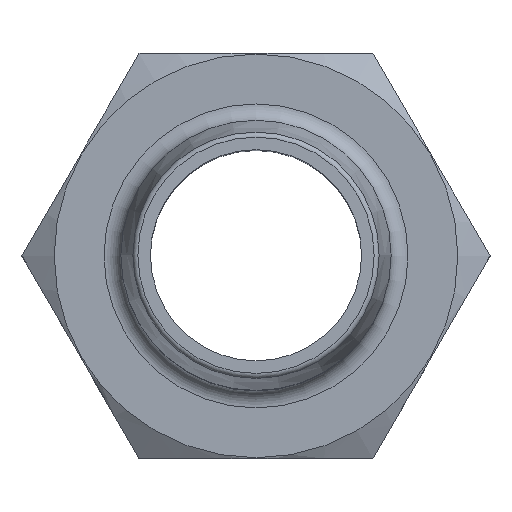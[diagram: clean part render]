
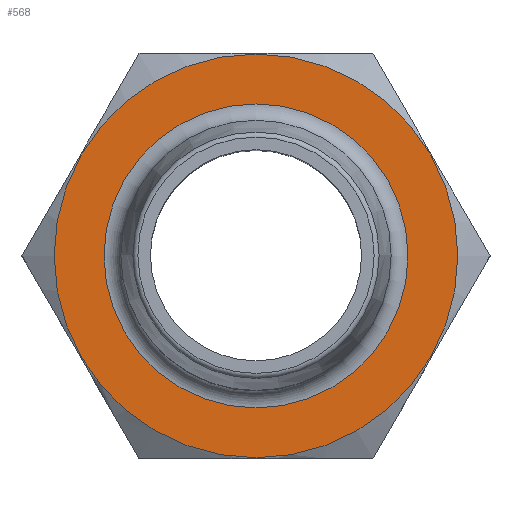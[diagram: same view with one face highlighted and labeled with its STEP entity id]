
A CAD part, top view. The second image highlights one B-rep face of the part: STEP entity #568.
In plain terms, the highlighted planar face has unit normal (0, 0, 1).
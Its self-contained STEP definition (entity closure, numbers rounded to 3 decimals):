
#80=ORIENTED_EDGE('',*,*,#151,.T.);
#81=ORIENTED_EDGE('',*,*,#152,.T.);
#151=EDGE_CURVE('',#191,#191,#225,.T.);
#152=EDGE_CURVE('',#192,#192,#226,.T.);
#191=VERTEX_POINT('',#788);
#192=VERTEX_POINT('',#790);
#225=CIRCLE('',#614,11.95);
#226=CIRCLE('',#615,9.);
#256=EDGE_LOOP('',(#80));
#257=EDGE_LOOP('',(#81));
#308=FACE_BOUND('',#256,.T.);
#309=FACE_BOUND('',#257,.T.);
#344=PLANE('',#613);
#568=ADVANCED_FACE('',(#308,#309),#344,.F.);
#613=AXIS2_PLACEMENT_3D('',#786,#687,#688);
#614=AXIS2_PLACEMENT_3D('',#787,#689,#690);
#615=AXIS2_PLACEMENT_3D('',#789,#691,#692);
#687=DIRECTION('',(0.,0.,-1.));
#688=DIRECTION('',(-1.,0.,0.));
#689=DIRECTION('',(0.,0.,1.));
#690=DIRECTION('',(1.,0.,0.));
#691=DIRECTION('',(0.,0.,-1.));
#692=DIRECTION('',(-1.,0.,0.));
#786=CARTESIAN_POINT('',(0.,0.,-22.));
#787=CARTESIAN_POINT('',(0.,0.,-22.));
#788=CARTESIAN_POINT('',(11.95,0.,-22.));
#789=CARTESIAN_POINT('',(0.,0.,-22.));
#790=CARTESIAN_POINT('',(-9.,0.,-22.));
